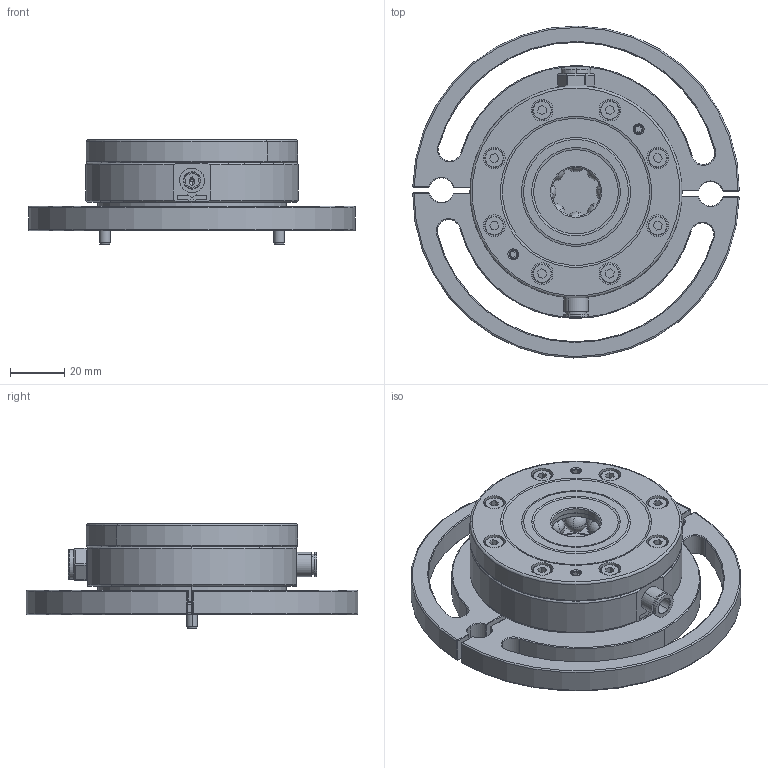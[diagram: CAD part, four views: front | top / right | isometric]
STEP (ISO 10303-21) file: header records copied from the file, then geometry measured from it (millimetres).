
FILE_DESCRIPTION (( 'STEP AP214' ), '1' );
FILE_NAME ('LQTMS-5-2.STEP', '2020-08-28T04:57:31', ( 'Dell' ), ( 'Dell' ), 'SwSTEP 2.0', 'SolidWorks 2018', '' );
FILE_SCHEMA (( 'AUTOMOTIVE_DESIGN' ));
Length unit declared in the file: inch
Products named in the file (6): ⑩梀宒黑芛-M4; parallel pins hardening steel gb_GB_CONNECTING_PIECE_PIN_DP 4X10; G1-8秏秞ん; LQTMS-5; LQNC-5; LQTMS-5-2
Assembly tree (6 placements, depth 2):
  LQTMS-5-2
    LQTMS-5
    ⑩梀宒黑芛-M4
    LQNC-5
    G1-8秏秞ん
    parallel pins hardening steel gb_GB_CONNECTING_PIECE_PIN_DP 4X10  x2
Bounding box: 120.02 x 121.99 x 38.5 mm (x, y, z)
Volume: 180710.7 mm3; surface area: 75931.8 mm2
Topology: 23 solids, 23 shells, 1075 faces, 2497 edges, 1523 vertices
Faces by surface type: plane 382, cylinder 264, cone 211, torus 140, bspline 44, sphere 34
Entity records: 36983 total; most frequent: CARTESIAN_POINT 12430, DIRECTION 5185, ORIENTED_EDGE 4866, EDGE_CURVE 2433, AXIS2_PLACEMENT_3D 2051, VERTEX_POINT 1507, EDGE_LOOP 1210, LINE 1083
